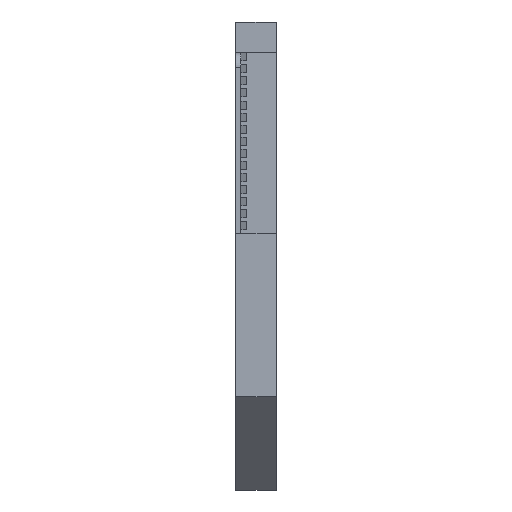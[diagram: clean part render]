
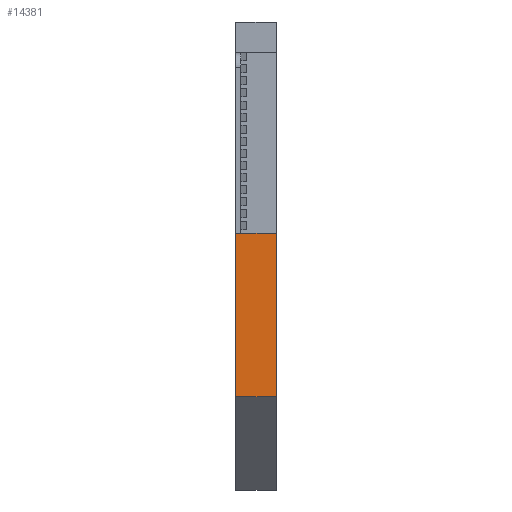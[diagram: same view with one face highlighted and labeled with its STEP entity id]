
A CAD part, left-side view. The second image highlights one B-rep face of the part: STEP entity #14381.
In plain terms, the highlighted planar face has unit normal (-1, 0, 0).
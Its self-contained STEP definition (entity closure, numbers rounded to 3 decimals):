
#1532 = VECTOR ( 'NONE', #11467, 1000. ) ;
#1817 = CARTESIAN_POINT ( 'NONE',  ( -75.75, 0., 2.25 ) ) ;
#2865 = CARTESIAN_POINT ( 'NONE',  ( -75.75, 4., 2.25 ) ) ;
#3018 = DIRECTION ( 'NONE',  ( 1., 0., 0. ) ) ;
#3120 = CARTESIAN_POINT ( 'NONE',  ( -75.75, 4., 2.25 ) ) ;
#3129 = EDGE_CURVE ( 'NONE', #4095, #16756, #16626, .T. ) ;
#3488 = DIRECTION ( 'NONE',  ( 0., 0., 1. ) ) ;
#3962 = CARTESIAN_POINT ( 'NONE',  ( -75.75, 0., -13.972 ) ) ;
#4095 = VERTEX_POINT ( 'NONE', #3962 ) ;
#4336 = LINE ( 'NONE', #8898, #19167 ) ;
#4498 = DIRECTION ( 'NONE',  ( 0., 0., -1. ) ) ;
#5007 = CARTESIAN_POINT ( 'NONE',  ( -75.75, 4., 2.25 ) ) ;
#5261 = ORIENTED_EDGE ( 'NONE', *, *, #3129, .T. ) ;
#6674 = LINE ( 'NONE', #17977, #19957 ) ;
#6907 = LINE ( 'NONE', #5007, #1532 ) ;
#7201 = CARTESIAN_POINT ( 'NONE',  ( -75.75, 0., 2.25 ) ) ;
#7994 = ORIENTED_EDGE ( 'NONE', *, *, #15030, .F. ) ;
#8755 = ORIENTED_EDGE ( 'NONE', *, *, #18547, .T. ) ;
#8791 = CARTESIAN_POINT ( 'NONE',  ( -75.75, 4., -13.972 ) ) ;
#8898 = CARTESIAN_POINT ( 'NONE',  ( -75.75, 4., -13.972 ) ) ;
#8970 = EDGE_CURVE ( 'NONE', #16712, #12738, #6674, .T. ) ;
#9286 = AXIS2_PLACEMENT_3D ( 'NONE', #3120, #3018, #4498 ) ;
#10857 = PLANE ( 'NONE',  #9286 ) ;
#11316 = ORIENTED_EDGE ( 'NONE', *, *, #8970, .F. ) ;
#11375 = EDGE_LOOP ( 'NONE', ( #5261, #7994, #11316, #8755 ) ) ;
#11467 = DIRECTION ( 'NONE',  ( 0., -1., 0. ) ) ;
#12738 = VERTEX_POINT ( 'NONE', #2865 ) ;
#14381 = ADVANCED_FACE ( 'NONE', ( #17613 ), #10857, .F. ) ;
#15030 = EDGE_CURVE ( 'NONE', #12738, #16756, #6907, .T. ) ;
#16626 = LINE ( 'NONE', #1817, #18797 ) ;
#16712 = VERTEX_POINT ( 'NONE', #8791 ) ;
#16756 = VERTEX_POINT ( 'NONE', #7201 ) ;
#17133 = DIRECTION ( 'NONE',  ( 0., -1., 0. ) ) ;
#17613 = FACE_OUTER_BOUND ( 'NONE', #11375, .T. ) ;
#17977 = CARTESIAN_POINT ( 'NONE',  ( -75.75, 4., 2.25 ) ) ;
#17998 = DIRECTION ( 'NONE',  ( 0., 0., 1. ) ) ;
#18547 = EDGE_CURVE ( 'NONE', #16712, #4095, #4336, .T. ) ;
#18797 = VECTOR ( 'NONE', #17998, 1000. ) ;
#19167 = VECTOR ( 'NONE', #17133, 1000. ) ;
#19957 = VECTOR ( 'NONE', #3488, 1000. ) ;
